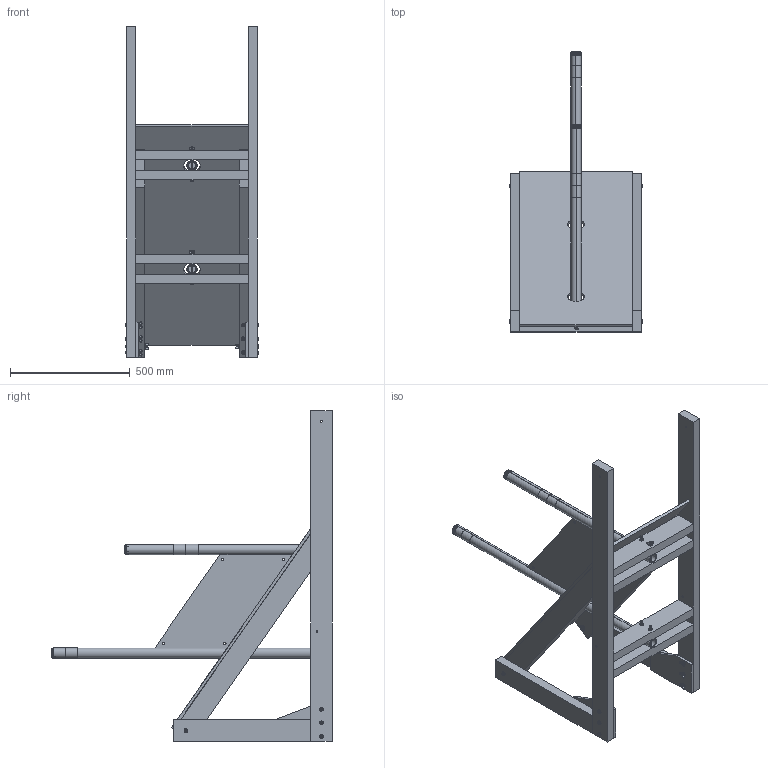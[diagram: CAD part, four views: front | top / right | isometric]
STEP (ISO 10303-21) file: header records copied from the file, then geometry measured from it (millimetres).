
FILE_DESCRIPTION (( 'STEP AP214' ), '1' );
FILE_NAME ('TE-23003.STEP', '2022-12-22T18:28:07', ( '' ), ( '' ), 'SwSTEP 2.0', 'SolidWorks 2022', '' );
FILE_SCHEMA (( 'AUTOMOTIVE_DESIGN' ));
Length unit declared in the file: inch
Products named in the file (23): hex_.25_20_5.5_partial_hex.25_20_5.5; TE-23008; CCF-RT-13-1; TE-23003; TE-23011; tape_VISIONTARGET; TE-23016; TE-23036; TE-23032; TE-23012; hex_.25_20_3.5_partial; TE-23013; washer_flat_.25_98023A029; hex_.25_20_2.5_partial_91247A552; TE-23007; TE-23010; TE-23017; TE-23033; TE-23015; TE-23031; wing_.25_20_90866A029; TE-23035; TE-23037
Assembly tree (76 placements, depth 3):
  TE-23003
    TE-23007
    TE-23035
      TE-23013  x2
      TE-23015
    TE-23031
      TE-23008  x2
      TE-23010  x4
    TE-23033
      TE-23011
      TE-23012
    TE-23032
      TE-23011
      TE-23012
    hex_.25_20_3.5_partial  x2
    wing_.25_20_90866A029  x12
    hex_.25_20_2.5_partial_91247A552  x6
    hex_.25_20_5.5_partial_hex.25_20_5.5  x4
    washer_flat_.25_98023A029  x24
    TE-23036
      TE-23016
      CCF-RT-13-1
      tape_VISIONTARGET  x2
    TE-23037
      TE-23017
      CCF-RT-13-1
      tape_VISIONTARGET  x2
Bounding box: 558.1 x 1168.4 x 1378.5 mm (x, y, z)
Volume: 35125588.1 mm3; surface area: 4107239.9 mm2
Topology: 70 solids, 70 shells, 1676 faces, 4054 edges, 2560 vertices
Faces by surface type: cylinder 708, plane 496, torus 268, cone 192, bspline 12
Entity records: 15554 total; most frequent: CARTESIAN_POINT 5863, DIRECTION 1855, ORIENTED_EDGE 1772, EDGE_CURVE 886, AXIS2_PLACEMENT_3D 736, VERTEX_POINT 571, EDGE_LOOP 411, LINE 383
